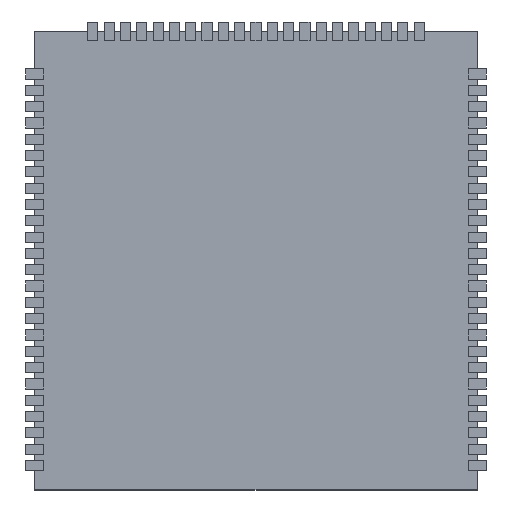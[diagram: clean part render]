
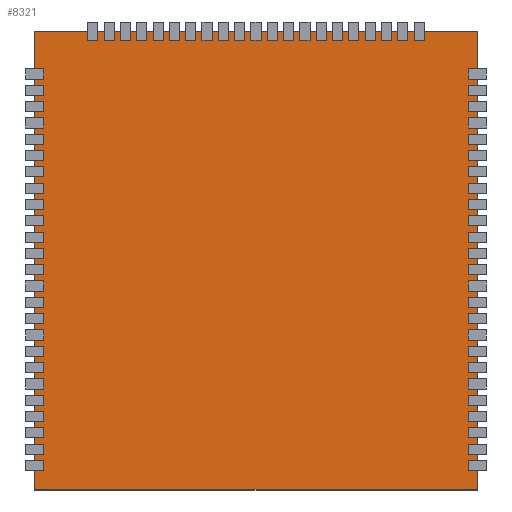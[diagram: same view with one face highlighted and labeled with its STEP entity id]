
A CAD part, top view. The second image highlights one B-rep face of the part: STEP entity #8321.
In plain terms, the highlighted face is planar.
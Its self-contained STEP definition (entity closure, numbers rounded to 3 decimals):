
#1051 = ORIENTED_EDGE ( 'NONE', *, *, #9782, .T. ) ;
#1258 = FACE_OUTER_BOUND ( 'NONE', #13143, .T. ) ;
#1363 = VERTEX_POINT ( 'NONE', #5378 ) ;
#1700 = DIRECTION ( 'NONE',  ( 0., 0., -1. ) ) ;
#1752 = LINE ( 'NONE', #3053, #11697 ) ;
#2391 = ORIENTED_EDGE ( 'NONE', *, *, #17775, .T. ) ;
#2451 = VECTOR ( 'NONE', #2821, 1000. ) ;
#2821 = DIRECTION ( 'NONE',  ( 1., 0., 0. ) ) ;
#3053 = CARTESIAN_POINT ( 'NONE',  ( 21.7, 0., 0.1 ) ) ;
#3178 = CARTESIAN_POINT ( 'NONE',  ( -21.7, 45., 0.1 ) ) ;
#3545 = DIRECTION ( 'NONE',  ( 0., 1., 0. ) ) ;
#4083 = EDGE_CURVE ( 'NONE', #7058, #7659, #16946, .T. ) ;
#4225 = CARTESIAN_POINT ( 'NONE',  ( 21.7, 45., 0.1 ) ) ;
#4642 = VECTOR ( 'NONE', #3545, 1000. ) ;
#5378 = CARTESIAN_POINT ( 'NONE',  ( -21.7, 0., 0.1 ) ) ;
#7058 = VERTEX_POINT ( 'NONE', #3178 ) ;
#7326 = VECTOR ( 'NONE', #9756, 1000. ) ;
#7659 = VERTEX_POINT ( 'NONE', #12944 ) ;
#8321 = ADVANCED_FACE ( 'NONE', ( #1258 ), #15480, .T. ) ;
#8500 = CARTESIAN_POINT ( 'NONE',  ( 21.7, 0., 0.1 ) ) ;
#9214 = LINE ( 'NONE', #14977, #4642 ) ;
#9756 = DIRECTION ( 'NONE',  ( 0., -1., 0. ) ) ;
#9782 = EDGE_CURVE ( 'NONE', #14571, #1363, #1752, .T. ) ;
#10412 = EDGE_CURVE ( 'NONE', #1363, #7058, #9214, .T. ) ;
#10545 = ORIENTED_EDGE ( 'NONE', *, *, #4083, .T. ) ;
#11046 = CARTESIAN_POINT ( 'NONE',  ( 21.7, 0., 0.1 ) ) ;
#11393 = LINE ( 'NONE', #11046, #7326 ) ;
#11697 = VECTOR ( 'NONE', #12649, 1000. ) ;
#12649 = DIRECTION ( 'NONE',  ( -1., 0., 0. ) ) ;
#12944 = CARTESIAN_POINT ( 'NONE',  ( 21.7, 45., 0.1 ) ) ;
#13143 = EDGE_LOOP ( 'NONE', ( #17858, #10545, #2391, #1051 ) ) ;
#13597 = CARTESIAN_POINT ( 'NONE',  ( 21.7, 0., 0.1 ) ) ;
#14571 = VERTEX_POINT ( 'NONE', #13597 ) ;
#14977 = CARTESIAN_POINT ( 'NONE',  ( -21.7, 0., 0.1 ) ) ;
#15480 = PLANE ( 'NONE',  #17928 ) ;
#16946 = LINE ( 'NONE', #4225, #2451 ) ;
#16954 = DIRECTION ( 'NONE',  ( -1., 0., 0. ) ) ;
#17775 = EDGE_CURVE ( 'NONE', #7659, #14571, #11393, .T. ) ;
#17858 = ORIENTED_EDGE ( 'NONE', *, *, #10412, .T. ) ;
#17928 = AXIS2_PLACEMENT_3D ( 'NONE', #8500, #1700, #16954 ) ;
